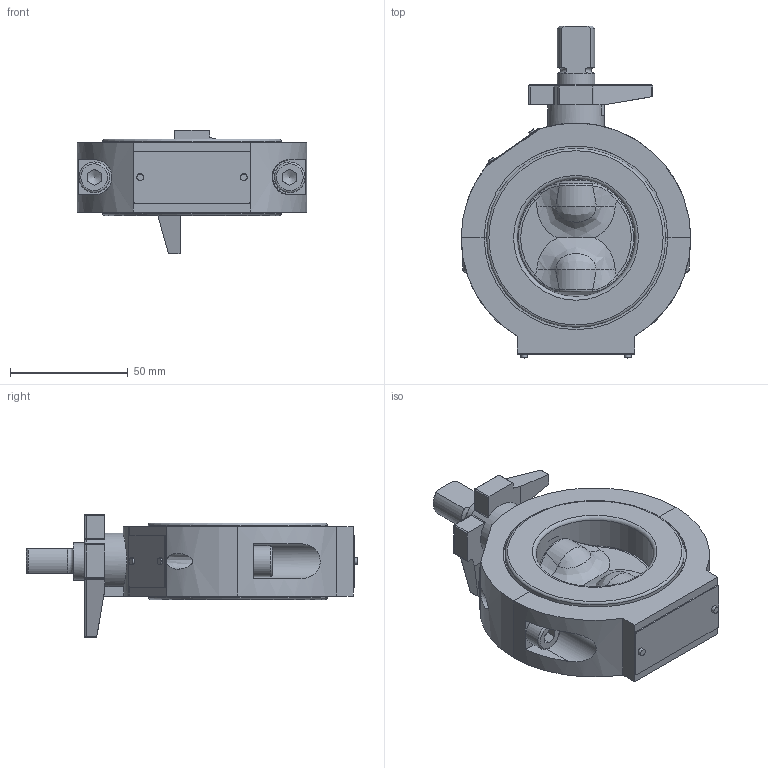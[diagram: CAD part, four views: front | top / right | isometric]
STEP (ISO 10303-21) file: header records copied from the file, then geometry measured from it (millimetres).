
FILE_DESCRIPTION((''),'2;1');
FILE_NAME('BE DN50.stp','2007-11-12T14:57:39',('hellwig'),(''),'Autodesk Inventor 11','Autodesk Inventor 11','');
FILE_SCHEMA(('AUTOMOTIVE_DESIGN { 1 0 10303 214 1 1 1 1 }'));
Length unit declared in the file: millimetre
Products named in the file (18): BE DN50; BEWD-050-0001-21; BEWE-050-0001-21_Gehäuseunterteil für BE 50; MAN-5-050-3-242; SN2F-050-0003-30; Wel-050-1247E_obere Welle für DN50 BE; Wel-050-1246E_untere Welle für DN50 BE; DIN 915  (Regelgewinde) M6 x 10; 018-050-764E_Obere Lagerbuchse für DN50 BE; 018-000-704E_TÜAGG-Schild; DIN 912  (Regelgewinde) - ersetzt durch DIN EN ISO 4762 M8 x 20; 018-050-758E_Elastomereinlage; 018-050-760E_Druckstück für BE 50; 018-050-761E_Elastomerfeder DN50 BE; 018-050-763E R02_Lagerbuchse für DN 50 BE; 018-000-645E R02_Typenschild; KXXF-050-0002-40_Stützscheibe DN50 BE; O-Ring 9x2
Assembly tree (23 placements, depth 2):
  BE DN50
    BEWD-050-0001-21
    BEWE-050-0001-21_Gehäuseunterteil für BE 50
    MAN-5-050-3-242
    SN2F-050-0003-30
    Wel-050-1247E_obere Welle für DN50 BE
    Wel-050-1246E_untere Welle für DN50 BE
    DIN 915  (Regelgewinde) M6 x 10
    018-050-764E_Obere Lagerbuchse für DN50 BE
    018-000-704E_TÜAGG-Schild
    DIN 912  (Regelgewinde) - ersetzt durch DIN EN ISO 4762 M8 x 20  x2
    018-050-758E_Elastomereinlage  x2
    018-050-760E_Druckstück für BE 50  x2
    018-050-761E_Elastomerfeder DN50 BE  x2
    018-050-763E R02_Lagerbuchse für DN 50 BE  x2
    018-000-645E R02_Typenschild
    KXXF-050-0002-40_Stützscheibe DN50 BE
    O-Ring 9x2  x2
Bounding box: 97.5 x 140.98 x 52.5 mm (x, y, z)
Volume: 194813.3 mm3; surface area: 88885.1 mm2
Topology: 23 solids, 23 shells, 401 faces, 906 edges, 557 vertices
Faces by surface type: plane 132, cylinder 117, bspline 79, cone 33, torus 31, sphere 9
Full cylindrical faces by diameter (mm): 2.8 x3, 3 x4, 4 x1, 6 x1, 8 x2, 8.4 x1, 9 x5, 11.2 x2, 11.5 x2, 12 x5, 12.1 x3, 12.2 x1, 12.25 x1, 12.45 x2, 12.5 x1, 13 x4, 16 x1, 18.15 x3, 18.2 x1, 20.5 x2, 20.8 x1, 21 x4, 21.2 x1, 24 x1, 50 x1, 56 x1, 61 x1, 76 x1
Entity records: 15337 total; most frequent: CARTESIAN_POINT 7505, DIRECTION 1498, ORIENTED_EDGE 1424, EDGE_CURVE 712, AXIS2_PLACEMENT_3D 627, EDGE_LOOP 510, VERTEX_POINT 493, FACE_OUTER_BOUND 361
